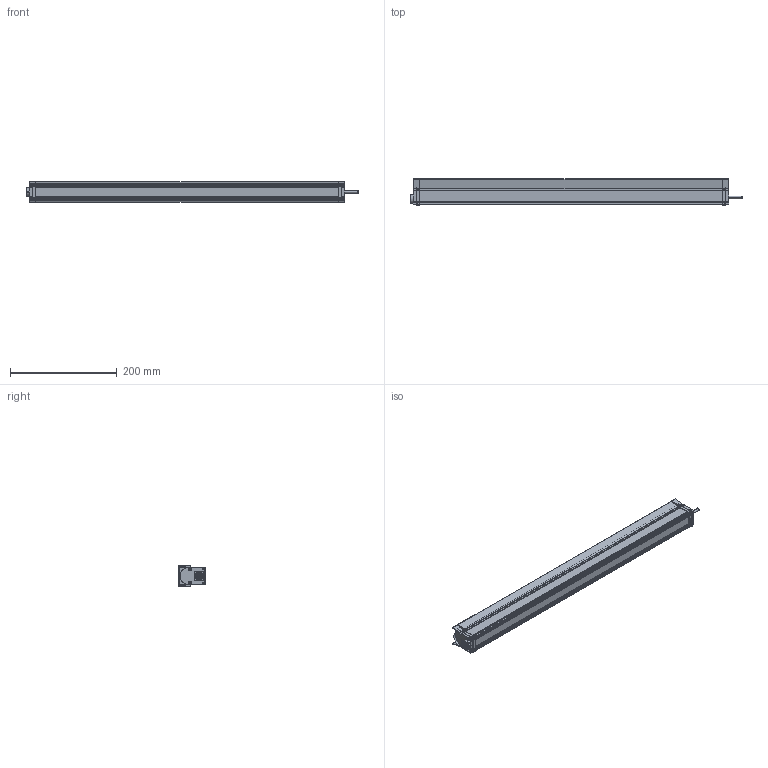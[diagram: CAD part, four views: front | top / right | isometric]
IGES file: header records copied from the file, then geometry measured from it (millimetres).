
Start section:  PTC IGES file: 241017_sm01.igs
Global section: file name: 241017_sm01.igs; native system: Creo Parametric by PTC Inc.; preprocessor: 2022414; author: banengservice; organization: Unknown; date: 20240529.093302; units: millimetre
Bounding box: 621.67 x 49.25 x 39.79 mm (x, y, z)
Volume: 790794.5 mm3; surface area: 564537.7 mm2
Topology: 1 solids, 1 shells, 2688 faces, 14774 edges, 18701 vertices
Faces by surface type: revolution 1352, bspline 1336
